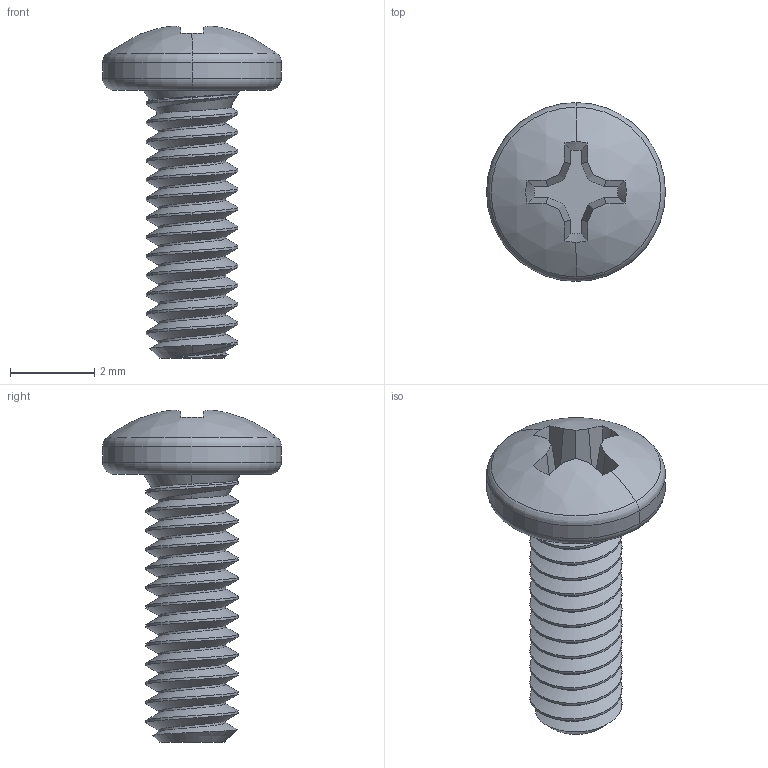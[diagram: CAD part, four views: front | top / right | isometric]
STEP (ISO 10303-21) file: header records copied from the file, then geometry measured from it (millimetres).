
FILE_DESCRIPTION (( 'STEP AP203' ), '1' );
FILE_NAME ('91400A054_Mil. Spec. Phillips Rounded Head Screws.STEP', '2022-08-18T13:29:34', ( 'Administrator' ), ( 'Managed by Terraform' ), 'SwSTEP 2.0', 'SolidWorks 2017', '' );
FILE_SCHEMA (( 'CONFIG_CONTROL_DESIGN' ));
Length unit declared in the file: inch
Products named in the file (1): 91400A054_Mil. Spec. Phillips Rounded Head Screws
Bounding box: 4.24 x 4.24 x 7.87 mm (x, y, z)
Volume: 32.5 mm3; surface area: 109.3 mm2
Topology: 1 solids, 1 shells, 71 faces, 197 edges, 129 vertices
Faces by surface type: cylinder 29, plane 19, cone 14, torus 4, bspline 3, sphere 2
Entity records: 3968 total; most frequent: CARTESIAN_POINT 2246, ORIENTED_EDGE 394, DIRECTION 308, EDGE_CURVE 197, VERTEX_POINT 129, AXIS2_PLACEMENT_3D 121, EDGE_LOOP 72, FACE_OUTER_BOUND 71
